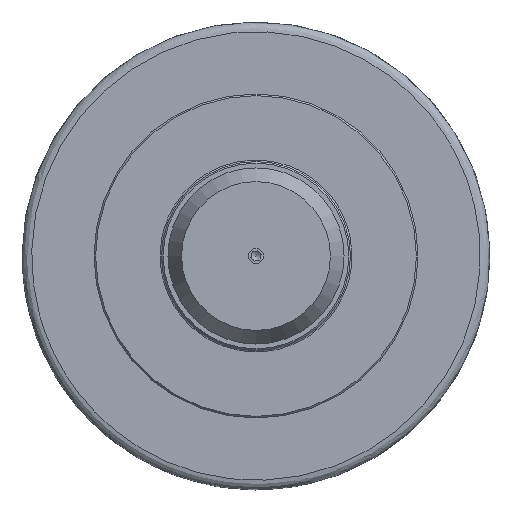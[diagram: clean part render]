
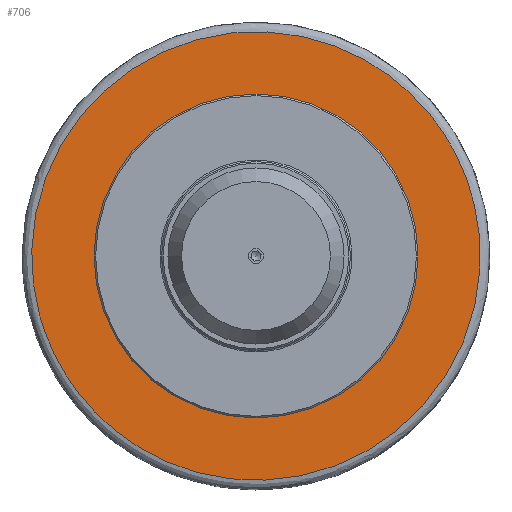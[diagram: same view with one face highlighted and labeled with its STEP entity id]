
A CAD part, left-side view. The second image highlights one B-rep face of the part: STEP entity #706.
In plain terms, the highlighted planar face has unit normal (-1, 0, 0).
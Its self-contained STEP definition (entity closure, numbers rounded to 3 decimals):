
#107 = EDGE_LOOP ( 'NONE', ( #1554 ) ) ;
#114 = EDGE_LOOP ( 'NONE', ( #1553 ) ) ;
#566 = EDGE_CURVE ( 'NONE', #3616, #3616, #1845, .T. ) ;
#570 = EDGE_CURVE ( 'NONE', #3622, #3622, #3939, .T. ) ;
#706 = ADVANCED_FACE ( 'NONE', ( #3829, #3827 ), #3339, .T. ) ;
#1553 = ORIENTED_EDGE ( 'NONE', *, *, #566, .T. ) ;
#1554 = ORIENTED_EDGE ( 'NONE', *, *, #570, .F. ) ;
#1845 = CIRCLE ( 'NONE', #2017, 50.7 ) ;
#2017 = AXIS2_PLACEMENT_3D ( 'NONE', #2646, #2653, #2654 ) ;
#2196 = AXIS2_PLACEMENT_3D ( 'NONE', #3335, #3348, #3349 ) ;
#2646 = CARTESIAN_POINT ( 'NONE',  ( 28.8, 0., 0. ) ) ;
#2653 = DIRECTION ( 'NONE',  ( 1., 0., 0. ) ) ;
#2654 = DIRECTION ( 'NONE',  ( 0., 1., 0. ) ) ;
#2659 = CARTESIAN_POINT ( 'NONE',  ( 28.8, 105.127, 119.889 ) ) ;
#2662 = CARTESIAN_POINT ( 'NONE',  ( 28.8, 68.981, -18.073 ) ) ;
#2667 = CARTESIAN_POINT ( 'NONE',  ( 28.8, -32.835, 156.035 ) ) ;
#2668 = CARTESIAN_POINT ( 'NONE',  ( 28.8, -68.981, 18.073 ) ) ;
#2669 = CARTESIAN_POINT ( 'NONE',  ( 28.8, -105.127, -119.889 ) ) ;
#2670 = CARTESIAN_POINT ( 'NONE',  ( 28.8, 32.835, -156.035 ) ) ;
#2671 = CARTESIAN_POINT ( 'NONE',  ( 28.8, 68.981, -18.073 ) ) ;
#3335 = CARTESIAN_POINT ( 'NONE',  ( 28.8, 63.239, -16.569 ) ) ;
#3339 = PLANE ( 'NONE',  #2196 ) ;
#3348 = DIRECTION ( 'NONE',  ( -1., 0., 0. ) ) ;
#3349 = DIRECTION ( 'NONE',  ( 0., 0., 1. ) ) ;
#3616 = VERTEX_POINT ( 'NONE', #3617 ) ;
#3617 = CARTESIAN_POINT ( 'NONE',  ( 28.8, 50.7, 0. ) ) ;
#3622 = VERTEX_POINT ( 'NONE', #3623 ) ;
#3623 = CARTESIAN_POINT ( 'NONE',  ( 28.8, 68.981, -18.073 ) ) ;
#3827 = FACE_OUTER_BOUND ( 'NONE', #107, .T. ) ;
#3829 = FACE_BOUND ( 'NONE', #114, .T. ) ;
#3939 =( BOUNDED_CURVE ( )  B_SPLINE_CURVE ( 3, ( #2662, #2659, #2667, #2668, #2669, #2670, #2671 ),
 .UNSPECIFIED., .T., .T. ) 
 B_SPLINE_CURVE_WITH_KNOTS ( ( 4, 3, 4 ),
 ( 0., 0.5, 1. ),
 .UNSPECIFIED. ) 
 CURVE ( )  GEOMETRIC_REPRESENTATION_ITEM ( )  RATIONAL_B_SPLINE_CURVE ( ( 1., 0.333, 0.333, 1., 0.333, 0.333, 1. ) ) 
 REPRESENTATION_ITEM ( '' )  );
